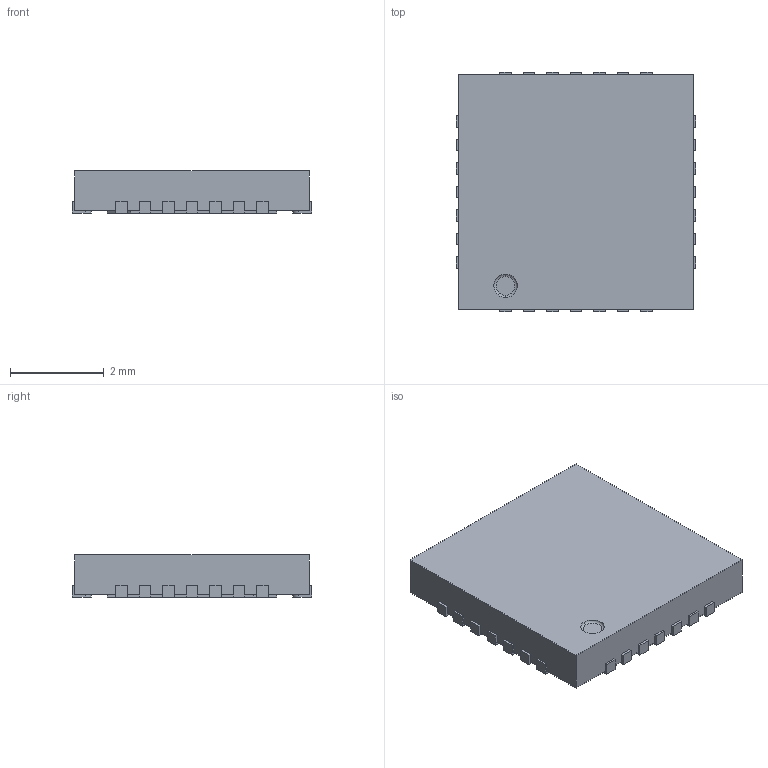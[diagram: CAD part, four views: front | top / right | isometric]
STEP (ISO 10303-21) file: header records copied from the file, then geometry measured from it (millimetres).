
FILE_DESCRIPTION (( 'STEP AP214' ), '1' );
FILE_NAME ( 'QFN29P50_500X500X90L40X25T360.STEP', '2022-08-31T21:35:39', ( '' ), ( '' ), '', '©2017 PCB Libraries, Inc.', '' );
FILE_SCHEMA (( 'AUTOMOTIVE_DESIGN' ));
Length unit declared in the file: millimetre
Products named in the file (1): QFN29P50_500X500X90L40X25T360
Bounding box: 5.1 x 5.1 x 0.9 mm (x, y, z)
Volume: 22.1 mm3; surface area: 103.7 mm2
Topology: 30 solids, 30 shells, 268 faces, 621 edges, 414 vertices
Faces by surface type: plane 210, cylinder 56, torus 2
Entity records: 8645 total; most frequent: CARTESIAN_POINT 1304, DIRECTION 1277, ORIENTED_EDGE 1242, EDGE_CURVE 621, VECTOR 503, LINE 503, VERTEX_POINT 414, AXIS2_PLACEMENT_3D 387
